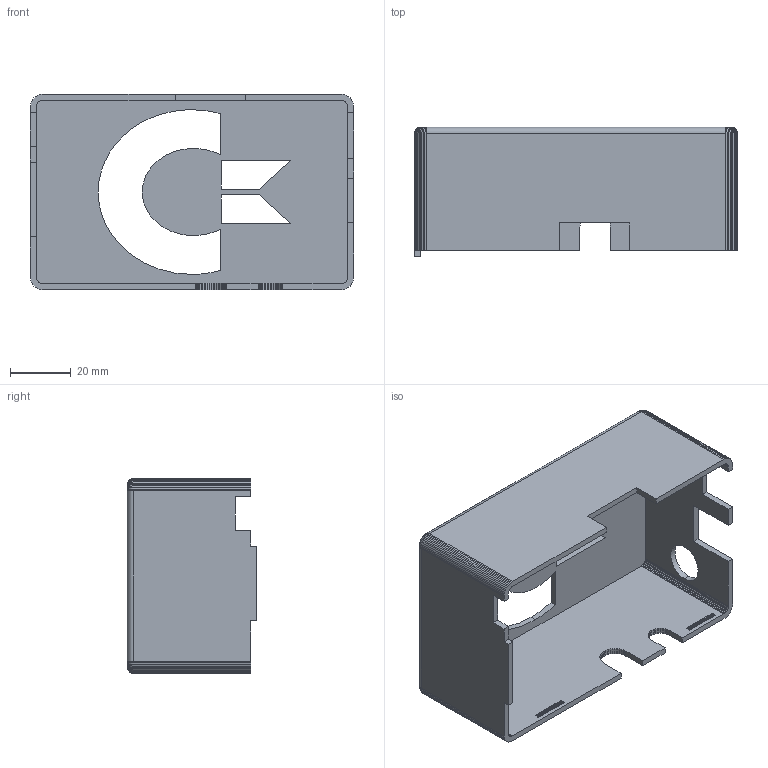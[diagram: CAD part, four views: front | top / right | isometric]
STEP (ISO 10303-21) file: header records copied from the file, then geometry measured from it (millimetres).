
FILE_DESCRIPTION (( 'STEP AP214' ), '1' );
FILE_NAME ('TopCover_Rev_A.STEP', '2016-05-06T21:26:01', ( 'Aron' ), ( '' ), 'SwSTEP 2.0', 'SolidWorks 2016', '' );
FILE_SCHEMA (( 'AUTOMOTIVE_DESIGN' ));
Length unit declared in the file: millimetre
Products named in the file (1): TopCover_Rev_A
Bounding box: 106 x 42.4 x 64 mm (x, y, z)
Volume: 33415.9 mm3; surface area: 35103.8 mm2
Topology: 1 solids, 1 shells, 308 faces, 854 edges, 552 vertices
Faces by surface type: plane 246, cylinder 54, bspline 8
Entity records: 9664 total; most frequent: CARTESIAN_POINT 1975, ORIENTED_EDGE 1708, DIRECTION 1392, EDGE_CURVE 854, LINE 782, VECTOR 782, VERTEX_POINT 552, EDGE_LOOP 320
